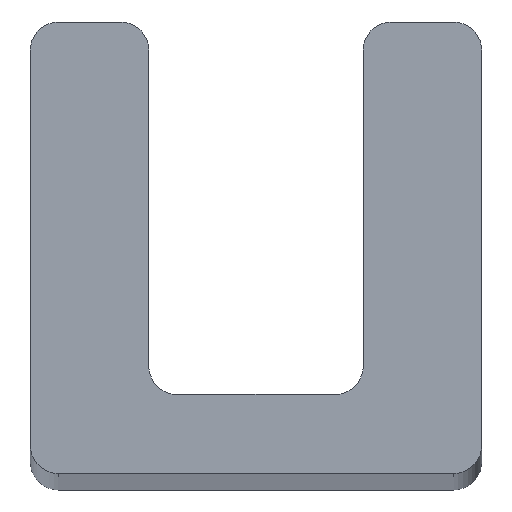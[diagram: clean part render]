
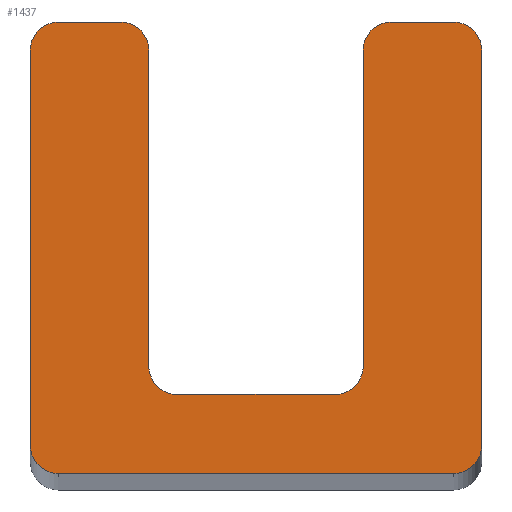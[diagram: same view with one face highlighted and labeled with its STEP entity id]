
A CAD part, top view. The second image highlights one B-rep face of the part: STEP entity #1437.
In plain terms, the highlighted planar face has unit normal (0, 0, 1).
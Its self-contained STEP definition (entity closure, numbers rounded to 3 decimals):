
#58 = VECTOR ( 'NONE', #3015, 1000. ) ;
#123 = AXIS2_PLACEMENT_3D ( 'NONE', #2676, #962, #2978 ) ;
#125 = CARTESIAN_POINT ( 'NONE',  ( 1.9, 8., 168. ) ) ;
#149 = CARTESIAN_POINT ( 'NONE',  ( 4., 0.5, 168. ) ) ;
#220 = CARTESIAN_POINT ( 'NONE',  ( -4., 7.5, 168. ) ) ;
#285 = VERTEX_POINT ( 'NONE', #292 ) ;
#292 = CARTESIAN_POINT ( 'NONE',  ( 2.4, 8., 168. ) ) ;
#297 = CARTESIAN_POINT ( 'NONE',  ( 1.4, 1.9, 168. ) ) ;
#302 = CARTESIAN_POINT ( 'NONE',  ( 1.9, 7.5, 168. ) ) ;
#322 = CARTESIAN_POINT ( 'NONE',  ( 3.5, 0., 168. ) ) ;
#328 = LINE ( 'NONE', #2696, #3311 ) ;
#342 = AXIS2_PLACEMENT_3D ( 'NONE', #807, #2819, #1104 ) ;
#360 = VERTEX_POINT ( 'NONE', #322 ) ;
#374 = AXIS2_PLACEMENT_3D ( 'NONE', #2685, #976, #2988 ) ;
#405 = CARTESIAN_POINT ( 'NONE',  ( 4., 8., 168. ) ) ;
#409 = EDGE_CURVE ( 'NONE', #1986, #997, #642, .T. ) ;
#430 = AXIS2_PLACEMENT_3D ( 'NONE', #3221, #1510, #3521 ) ;
#438 = ORIENTED_EDGE ( 'NONE', *, *, #2628, .T. ) ;
#481 = VERTEX_POINT ( 'NONE', #1923 ) ;
#511 = DIRECTION ( 'NONE',  ( 0., -1., 0. ) ) ;
#515 = CARTESIAN_POINT ( 'NONE',  ( -1.9, 7.5, 168. ) ) ;
#530 = CARTESIAN_POINT ( 'NONE',  ( 1.9, 1.4, 168. ) ) ;
#540 = CARTESIAN_POINT ( 'NONE',  ( -3.5, 7.5, 168. ) ) ;
#565 = LINE ( 'NONE', #2318, #1846 ) ;
#574 = AXIS2_PLACEMENT_3D ( 'NONE', #2382, #3565, #1838 ) ;
#589 = ORIENTED_EDGE ( 'NONE', *, *, #3226, .T. ) ;
#601 = DIRECTION ( 'NONE',  ( 1., 0., 0. ) ) ;
#642 = LINE ( 'NONE', #125, #3631 ) ;
#760 = EDGE_CURVE ( 'NONE', #285, #1986, #3119, .T. ) ;
#807 = CARTESIAN_POINT ( 'NONE',  ( 2.4, 7.5, 168. ) ) ;
#844 = DIRECTION ( 'NONE',  ( 1., 0., 0. ) ) ;
#846 = LINE ( 'NONE', #405, #58 ) ;
#879 = DIRECTION ( 'NONE',  ( -1., 0., 0. ) ) ;
#962 = DIRECTION ( 'NONE',  ( 0., 0., 1. ) ) ;
#963 = ORIENTED_EDGE ( 'NONE', *, *, #1588, .T. ) ;
#975 = VERTEX_POINT ( 'NONE', #149 ) ;
#976 = DIRECTION ( 'NONE',  ( 0., 0., 1. ) ) ;
#997 = VERTEX_POINT ( 'NONE', #1921 ) ;
#1014 = DIRECTION ( 'NONE',  ( 0., 0., 1. ) ) ;
#1018 = CARTESIAN_POINT ( 'NONE',  ( -3.5, 0.5, 168. ) ) ;
#1019 = VECTOR ( 'NONE', #1882, 1000. ) ;
#1102 = VECTOR ( 'NONE', #2543, 1000. ) ;
#1104 = DIRECTION ( 'NONE',  ( 1., 0., 0. ) ) ;
#1109 = CARTESIAN_POINT ( 'NONE',  ( -4., 8., 168. ) ) ;
#1129 = EDGE_CURVE ( 'NONE', #2308, #2902, #3675, .T. ) ;
#1268 = VERTEX_POINT ( 'NONE', #2641 ) ;
#1305 = CARTESIAN_POINT ( 'NONE',  ( -1.62, 8., 168. ) ) ;
#1320 = DIRECTION ( 'NONE',  ( 1., 0., 0. ) ) ;
#1396 = CARTESIAN_POINT ( 'NONE',  ( -3.5, 0., 168. ) ) ;
#1420 = ORIENTED_EDGE ( 'NONE', *, *, #409, .T. ) ;
#1425 = AXIS2_PLACEMENT_3D ( 'NONE', #1018, #3034, #1320 ) ;
#1437 = ADVANCED_FACE ( 'NONE', ( #1957 ), #2675, .T. ) ;
#1441 = EDGE_CURVE ( 'NONE', #360, #975, #2608, .T. ) ;
#1461 = ORIENTED_EDGE ( 'NONE', *, *, #2935, .T. ) ;
#1463 = CIRCLE ( 'NONE', #2423, 0.5 ) ;
#1467 = VERTEX_POINT ( 'NONE', #3275 ) ;
#1510 = DIRECTION ( 'NONE',  ( 0., 0., -1. ) ) ;
#1563 = EDGE_CURVE ( 'NONE', #2039, #2245, #2417, .T. ) ;
#1564 = DIRECTION ( 'NONE',  ( 0., 1., 0. ) ) ;
#1566 = CIRCLE ( 'NONE', #1425, 0.5 ) ;
#1588 = EDGE_CURVE ( 'NONE', #3598, #360, #3719, .T. ) ;
#1621 = CARTESIAN_POINT ( 'NONE',  ( 4., 7.5, 168. ) ) ;
#1691 = LINE ( 'NONE', #1109, #3026 ) ;
#1780 = CIRCLE ( 'NONE', #430, 0.5 ) ;
#1838 = DIRECTION ( 'NONE',  ( 1., 0., 0. ) ) ;
#1846 = VECTOR ( 'NONE', #879, 1000. ) ;
#1864 = EDGE_CURVE ( 'NONE', #2715, #2654, #1463, .T. ) ;
#1880 = CARTESIAN_POINT ( 'NONE',  ( -4., 0., 168. ) ) ;
#1882 = DIRECTION ( 'NONE',  ( -1., 0., 0. ) ) ;
#1885 = DIRECTION ( 'NONE',  ( 1., 0., 0. ) ) ;
#1921 = CARTESIAN_POINT ( 'NONE',  ( 1.9, 1.9, 168. ) ) ;
#1923 = CARTESIAN_POINT ( 'NONE',  ( -1.9, 1.9, 168. ) ) ;
#1947 = AXIS2_PLACEMENT_3D ( 'NONE', #297, #2329, #601 ) ;
#1957 = FACE_OUTER_BOUND ( 'NONE', #2223, .T. ) ;
#1981 = EDGE_CURVE ( 'NONE', #1467, #3598, #1566, .T. ) ;
#1986 = VERTEX_POINT ( 'NONE', #302 ) ;
#2001 = ORIENTED_EDGE ( 'NONE', *, *, #1563, .T. ) ;
#2039 = VERTEX_POINT ( 'NONE', #1621 ) ;
#2043 = ORIENTED_EDGE ( 'NONE', *, *, #1981, .T. ) ;
#2131 = AXIS2_PLACEMENT_3D ( 'NONE', #2725, #1014, #3030 ) ;
#2140 = ORIENTED_EDGE ( 'NONE', *, *, #2943, .T. ) ;
#2223 = EDGE_LOOP ( 'NONE', ( #589, #2888, #1420, #2140, #3228, #3750, #3269, #2634, #1461, #2396, #438, #2043, #963, #3069, #3548, #2001 ) ) ;
#2245 = VERTEX_POINT ( 'NONE', #3144 ) ;
#2308 = VERTEX_POINT ( 'NONE', #3555 ) ;
#2312 = EDGE_CURVE ( 'NONE', #2786, #1268, #2392, .T. ) ;
#2318 = CARTESIAN_POINT ( 'NONE',  ( -1.62, 8., 168. ) ) ;
#2329 = DIRECTION ( 'NONE',  ( 0., 0., -1. ) ) ;
#2382 = CARTESIAN_POINT ( 'NONE',  ( -1.62, 8., 168. ) ) ;
#2392 = CIRCLE ( 'NONE', #123, 0.5 ) ;
#2396 = ORIENTED_EDGE ( 'NONE', *, *, #1864, .T. ) ;
#2417 = CIRCLE ( 'NONE', #2131, 0.5 ) ;
#2423 = AXIS2_PLACEMENT_3D ( 'NONE', #540, #2552, #844 ) ;
#2543 = DIRECTION ( 'NONE',  ( -1., 0., 0. ) ) ;
#2552 = DIRECTION ( 'NONE',  ( 0., 0., 1. ) ) ;
#2585 = CARTESIAN_POINT ( 'NONE',  ( -1.4, 1.4, 168. ) ) ;
#2608 = CIRCLE ( 'NONE', #374, 0.5 ) ;
#2628 = EDGE_CURVE ( 'NONE', #2654, #1467, #1691, .T. ) ;
#2634 = ORIENTED_EDGE ( 'NONE', *, *, #2312, .T. ) ;
#2641 = CARTESIAN_POINT ( 'NONE',  ( -2.4, 8., 168. ) ) ;
#2654 = VERTEX_POINT ( 'NONE', #220 ) ;
#2675 = PLANE ( 'NONE',  #574 ) ;
#2676 = CARTESIAN_POINT ( 'NONE',  ( -2.4, 7.5, 168. ) ) ;
#2685 = CARTESIAN_POINT ( 'NONE',  ( 3.5, 0.5, 168. ) ) ;
#2696 = CARTESIAN_POINT ( 'NONE',  ( -1.9, 8., 168. ) ) ;
#2715 = VERTEX_POINT ( 'NONE', #2769 ) ;
#2725 = CARTESIAN_POINT ( 'NONE',  ( 3.5, 7.5, 168. ) ) ;
#2732 = DIRECTION ( 'NONE',  ( 0., -1., 0. ) ) ;
#2769 = CARTESIAN_POINT ( 'NONE',  ( -3.5, 8., 168. ) ) ;
#2786 = VERTEX_POINT ( 'NONE', #515 ) ;
#2819 = DIRECTION ( 'NONE',  ( 0., 0., 1. ) ) ;
#2888 = ORIENTED_EDGE ( 'NONE', *, *, #760, .T. ) ;
#2902 = VERTEX_POINT ( 'NONE', #2585 ) ;
#2932 = VECTOR ( 'NONE', #1885, 1000. ) ;
#2935 = EDGE_CURVE ( 'NONE', #1268, #2715, #565, .T. ) ;
#2943 = EDGE_CURVE ( 'NONE', #997, #2308, #3278, .T. ) ;
#2978 = DIRECTION ( 'NONE',  ( 1., 0., 0. ) ) ;
#2988 = DIRECTION ( 'NONE',  ( 1., 0., 0. ) ) ;
#3015 = DIRECTION ( 'NONE',  ( 0., 1., 0. ) ) ;
#3026 = VECTOR ( 'NONE', #511, 1000. ) ;
#3030 = DIRECTION ( 'NONE',  ( 1., 0., 0. ) ) ;
#3034 = DIRECTION ( 'NONE',  ( 0., 0., 1. ) ) ;
#3069 = ORIENTED_EDGE ( 'NONE', *, *, #1441, .T. ) ;
#3119 = CIRCLE ( 'NONE', #342, 0.5 ) ;
#3138 = LINE ( 'NONE', #1305, #1019 ) ;
#3144 = CARTESIAN_POINT ( 'NONE',  ( 3.5, 8., 168. ) ) ;
#3154 = EDGE_CURVE ( 'NONE', #481, #2786, #328, .T. ) ;
#3212 = EDGE_CURVE ( 'NONE', #975, #2039, #846, .T. ) ;
#3221 = CARTESIAN_POINT ( 'NONE',  ( -1.4, 1.9, 168. ) ) ;
#3226 = EDGE_CURVE ( 'NONE', #2245, #285, #3138, .T. ) ;
#3228 = ORIENTED_EDGE ( 'NONE', *, *, #1129, .T. ) ;
#3269 = ORIENTED_EDGE ( 'NONE', *, *, #3154, .T. ) ;
#3275 = CARTESIAN_POINT ( 'NONE',  ( -4., 0.5, 168. ) ) ;
#3278 = CIRCLE ( 'NONE', #1947, 0.5 ) ;
#3311 = VECTOR ( 'NONE', #1564, 1000. ) ;
#3521 = DIRECTION ( 'NONE',  ( 1., 0., 0. ) ) ;
#3548 = ORIENTED_EDGE ( 'NONE', *, *, #3212, .T. ) ;
#3555 = CARTESIAN_POINT ( 'NONE',  ( 1.4, 1.4, 168. ) ) ;
#3565 = DIRECTION ( 'NONE',  ( 0., 0., 1. ) ) ;
#3598 = VERTEX_POINT ( 'NONE', #1396 ) ;
#3631 = VECTOR ( 'NONE', #2732, 1000. ) ;
#3644 = EDGE_CURVE ( 'NONE', #2902, #481, #1780, .T. ) ;
#3675 = LINE ( 'NONE', #530, #1102 ) ;
#3719 = LINE ( 'NONE', #1880, #2932 ) ;
#3750 = ORIENTED_EDGE ( 'NONE', *, *, #3644, .T. ) ;
